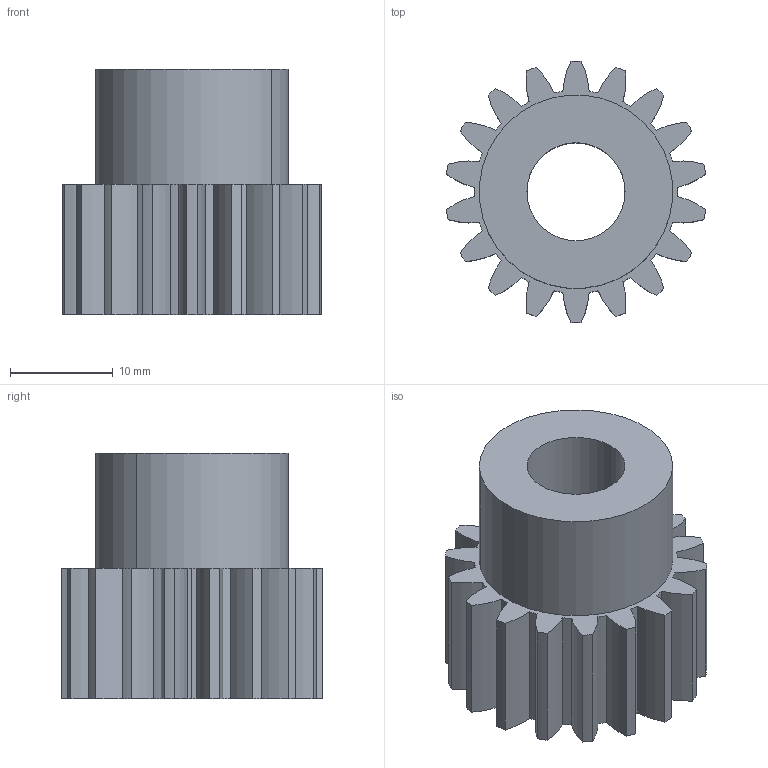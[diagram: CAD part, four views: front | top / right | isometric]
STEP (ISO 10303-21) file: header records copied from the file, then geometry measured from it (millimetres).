
FILE_DESCRIPTION((''),'2;1');
FILE_NAME('gss-2018.stp','2001-12-29T16:59:00',('Administrator'),(''),'Autodesk Inventor (tm) 3.0','Autodesk Inventor (tm) 3.0','');
FILE_SCHEMA(('CONFIG_CONTROL_DESIGN'));
Length unit declared in the file: inch
Products named in the file (1): gss-2018
Bounding box: 25.17 x 25.4 x 23.88 mm (x, y, z)
Volume: 6561.2 mm3; surface area: 3863.5 mm2
Topology: 1 solids, 1 shells, 81 faces, 234 edges, 156 vertices
Faces by surface type: cylinder 76, plane 3, bspline 2
Entity records: 2891 total; most frequent: DIRECTION 550, CARTESIAN_POINT 506, ORIENTED_EDGE 468, AXIS2_PLACEMENT_3D 236, EDGE_CURVE 234, VERTEX_POINT 156, CIRCLE 156, EDGE_LOOP 84
